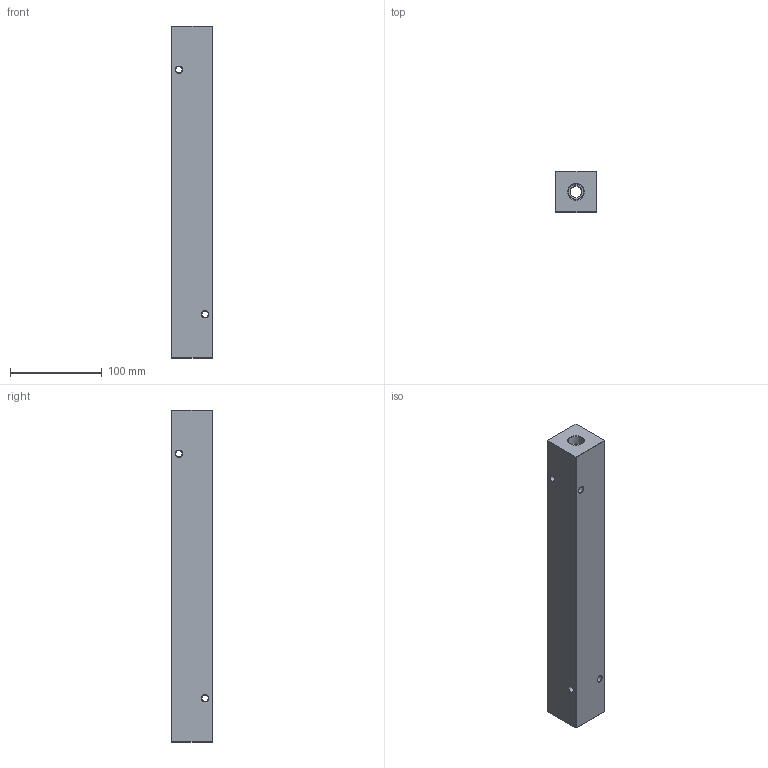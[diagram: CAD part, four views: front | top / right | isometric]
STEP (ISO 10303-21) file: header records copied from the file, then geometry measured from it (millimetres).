
FILE_DESCRIPTION (( 'STEP AP214' ), '1' );
FILE_NAME ('HM-8-0-P-6-4.STEP', '2020-02-28T16:19:02', ( '' ), ( '' ), 'SwSTEP 2.0', 'SolidWorks 2019', '' );
FILE_SCHEMA (( 'AUTOMOTIVE_DESIGN' ));
Length unit declared in the file: inch
Products named in the file (1): HM-8-0-P-6-4
Bounding box: 44.45 x 44.45 x 361.95 mm (x, y, z)
Volume: 644153.2 mm3; surface area: 89387.1 mm2
Topology: 1 solids, 1 shells, 504 faces, 1306 edges, 848 vertices
Faces by surface type: plane 245, bspline 185, cone 40, cylinder 34
Entity records: 31196 total; most frequent: CARTESIAN_POINT 13772, ORIENTED_EDGE 2612, DIRECTION 1644, EDGE_CURVE 1306, VERTEX_POINT 848, VECTOR 804, LINE 804, EDGE_LOOP 578
